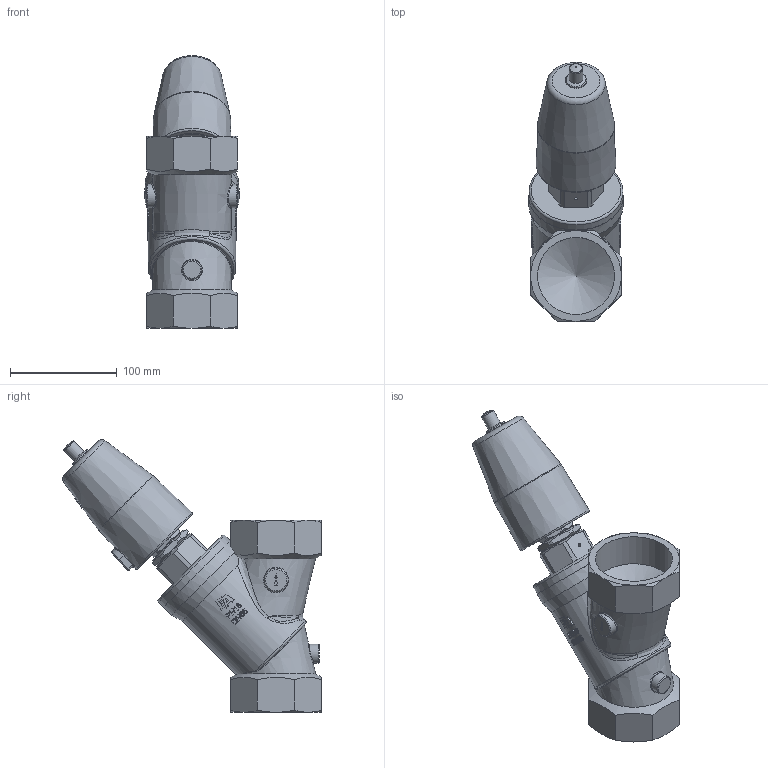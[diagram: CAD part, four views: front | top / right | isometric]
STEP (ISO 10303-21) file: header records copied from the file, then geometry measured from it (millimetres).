
FILE_DESCRIPTION(/* description */ ('DG2D1224065'),/* implementation_level */ '2;1');
FILE_NAME(/* name */ 'DG2D1224065_OS.stp',/* time_stamp */ '2022-01-27T09:07:09+01:00',/* author */ ('hois'),/* organization */ (''),/* preprocessor_version */ 'ST-DEVELOPER v18.1',/* originating_system */ 'Autodesk Inventor 2020',/* authorisation */ '');
FILE_SCHEMA (('AUTOMOTIVE_DESIGN { 1 0 10303 214 3 1 1 }'));
Length unit declared in the file: millimetre
Products named in the file (8): DG2D1224065; GGS0065.29.001-GM; DER0650.06.0013; SZY0630.23.0022; DIN0472-63x2,5; ETG0065.15.0091; ETM3415.08.0022; VST1415.08.0013
Assembly tree (7 placements, depth 2):
  DG2D1224065
    GGS0065.29.001-GM
    DER0650.06.0013
    SZY0630.23.0022
    DIN0472-63x2,5
    ETG0065.15.0091
    ETM3415.08.0022
    VST1415.08.0013
Bounding box: 88.5 x 242.61 x 255.59 mm (x, y, z)
Volume: 1071937.4 mm3; surface area: 199352.2 mm2
Topology: 7 solids, 7 shells, 622 faces, 1666 edges, 1121 vertices
Faces by surface type: plane 287, bspline 142, cylinder 119, cone 44, torus 25, sphere 5
Full cylindrical faces by diameter (mm): 1.5 x1, 3 x3, 8.566 x1, 8.7 x1, 12 x2, 12.376 x1, 13 x1, 14 x2, 15 x1, 16 x1, 18 x2, 20 x1, 22 x2, 24.376 x1, 24.5 x1, 26 x1, 28 x1, 29 x2, 30 x1, 31.376 x1, 32.5 x1, 34 x1, 36 x1, 63 x1, 64 x2, 65 x3, 69 x1, 72 x1, 72.226 x3, 75.18 x1
Entity records: 24220 total; most frequent: CARTESIAN_POINT 8874, ORIENTED_EDGE 3330, DIRECTION 2933, EDGE_CURVE 1665, AXIS2_PLACEMENT_3D 1160, VERTEX_POINT 1122, EDGE_LOOP 703, FACE_OUTER_BOUND 622
